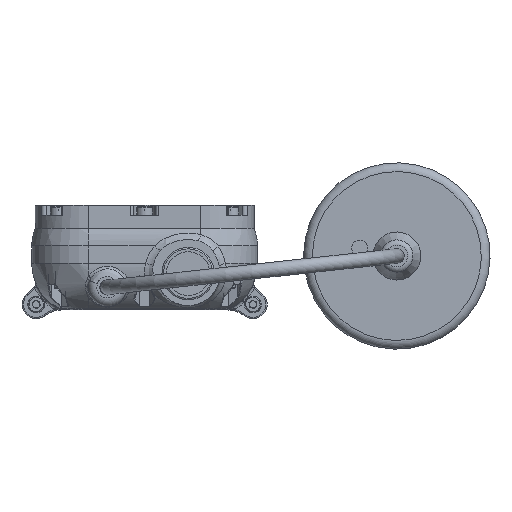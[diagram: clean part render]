
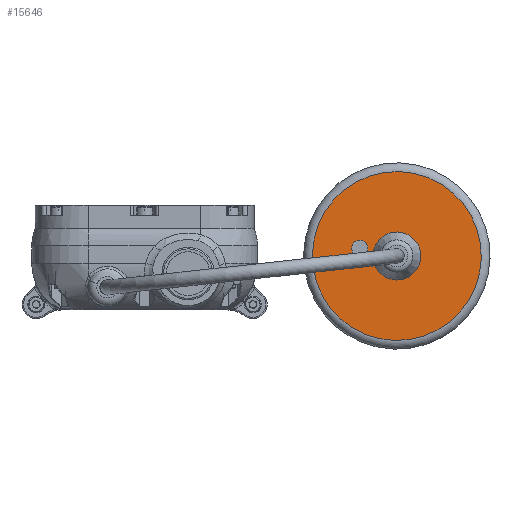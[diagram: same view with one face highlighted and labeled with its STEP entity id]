
A CAD part, left-side view. The second image highlights one B-rep face of the part: STEP entity #15646.
In plain terms, the highlighted face is planar.
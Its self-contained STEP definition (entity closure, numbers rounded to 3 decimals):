
#599=FACE_BOUND('',#3318,.T.);
#600=FACE_BOUND('',#3319,.T.);
#941=PLANE('',#17126);
#2359=FACE_OUTER_BOUND('',#3317,.T.);
#3317=EDGE_LOOP('',(#14434));
#3318=EDGE_LOOP('',(#14435));
#3319=EDGE_LOOP('',(#14436));
#6109=CIRCLE('',#17099,2.8);
#6116=CIRCLE('',#17109,8.264);
#6117=CIRCLE('',#17111,29.);
#7570=VERTEX_POINT('',#38958);
#7576=VERTEX_POINT('',#38976);
#7577=VERTEX_POINT('',#38980);
#9854=EDGE_CURVE('',#7570,#7570,#6109,.T.);
#9862=EDGE_CURVE('',#7576,#7576,#6116,.T.);
#9864=EDGE_CURVE('',#7577,#7577,#6117,.T.);
#14434=ORIENTED_EDGE('',*,*,#9864,.T.);
#14435=ORIENTED_EDGE('',*,*,#9854,.F.);
#14436=ORIENTED_EDGE('',*,*,#9862,.F.);
#15646=ADVANCED_FACE('',(#2359,#599,#600),#941,.F.);
#17099=AXIS2_PLACEMENT_3D('',#38960,#20875,#20876);
#17109=AXIS2_PLACEMENT_3D('',#38977,#20896,#20897);
#17111=AXIS2_PLACEMENT_3D('',#38981,#20901,#20902);
#17126=AXIS2_PLACEMENT_3D('',#39003,#20933,#20934);
#20875=DIRECTION('center_axis',(0.,-1.,0.));
#20876=DIRECTION('ref_axis',(0.,0.,
-1.));
#20896=DIRECTION('center_axis',(0.,-1.,0.));
#20897=DIRECTION('ref_axis',(0.,0.,
-1.));
#20901=DIRECTION('center_axis',(0.,-1.,0.));
#20902=DIRECTION('ref_axis',(0.,0.,
-1.));
#20933=DIRECTION('center_axis',(0.,1.,0.));
#20934=DIRECTION('ref_axis',(0.,0.,1.));
#38958=CARTESIAN_POINT('',(0.,7.,15.8));
#38960=CARTESIAN_POINT('Origin',(0.,7.,13.));
#38976=CARTESIAN_POINT('',(0.,7.,-8.264));
#38977=CARTESIAN_POINT('Origin',(0.,7.,0.));
#38980=CARTESIAN_POINT('',(0.,7.,29.));
#38981=CARTESIAN_POINT('Origin',(0.,7.,0.));
#39003=CARTESIAN_POINT('Origin',(-29.,7.,0.));
